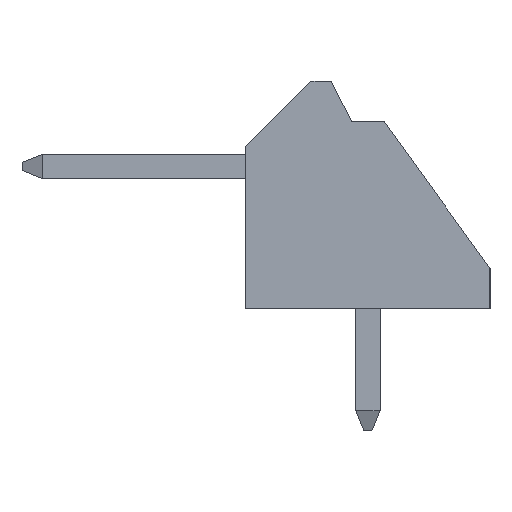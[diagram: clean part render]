
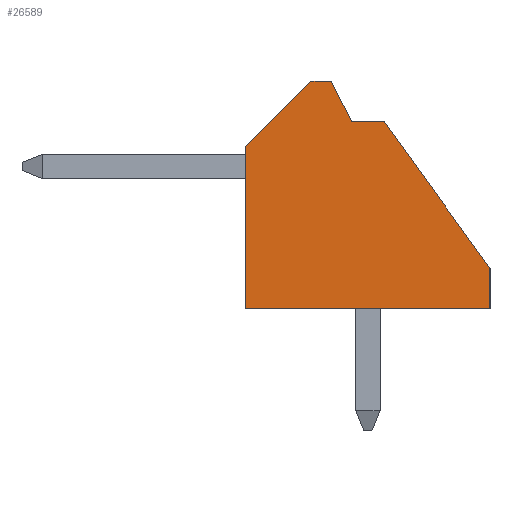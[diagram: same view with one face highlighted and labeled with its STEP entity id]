
A CAD part, left-side view. The second image highlights one B-rep face of the part: STEP entity #26589.
In plain terms, the highlighted planar face has unit normal (-1, 0, 0).
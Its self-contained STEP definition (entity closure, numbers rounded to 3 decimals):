
#26322 = VERTEX_POINT('',#26323);
#26323 = CARTESIAN_POINT('',(-1.25,0.4,4.6));
#26332 = PLANE('',#26333);
#26333 = AXIS2_PLACEMENT_3D('',#26334,#26335,#26336);
#26334 = CARTESIAN_POINT('',(-1.25,0.4,4.6));
#26335 = DIRECTION('',(0.,0.,-1.));
#26336 = DIRECTION('',(0.,-1.,0.));
#26344 = PLANE('',#26345);
#26345 = AXIS2_PLACEMENT_3D('',#26346,#26347,#26348);
#26346 = CARTESIAN_POINT('',(-1.25,0.4,4.6));
#26347 = DIRECTION('',(0.,-0.894,0.447));
#26348 = DIRECTION('',(0.,0.447,0.894));
#26385 = VERTEX_POINT('',#26386);
#26386 = CARTESIAN_POINT('',(-1.25,-0.4,4.6));
#26400 = PLANE('',#26401);
#26401 = AXIS2_PLACEMENT_3D('',#26402,#26403,#26404);
#26402 = CARTESIAN_POINT('',(-1.25,-0.4,4.6));
#26403 = DIRECTION('',(0.,0.811,-0.585));
#26404 = DIRECTION('',(0.,-0.585,-0.811));
#26412 = EDGE_CURVE('',#26322,#26385,#26413,.T.);
#26413 = SURFACE_CURVE('',#26414,(#26418,#26425),.PCURVE_S1.);
#26414 = LINE('',#26415,#26416);
#26415 = CARTESIAN_POINT('',(-1.25,0.4,4.6));
#26416 = VECTOR('',#26417,1.);
#26417 = DIRECTION('',(0.,-1.,0.));
#26418 = PCURVE('',#26332,#26419);
#26419 = DEFINITIONAL_REPRESENTATION('',(#26420),#26424);
#26420 = LINE('',#26421,#26422);
#26421 = CARTESIAN_POINT('',(0.,-0.));
#26422 = VECTOR('',#26423,1.);
#26423 = DIRECTION('',(1.,0.));
#26424 = ( GEOMETRIC_REPRESENTATION_CONTEXT(2) 
PARAMETRIC_REPRESENTATION_CONTEXT() REPRESENTATION_CONTEXT('2D SPACE',''
  ) );
#26425 = PCURVE('',#26426,#26431);
#26426 = PLANE('',#26427);
#26427 = AXIS2_PLACEMENT_3D('',#26428,#26429,#26430);
#26428 = CARTESIAN_POINT('',(-1.25,0.384,2.186));
#26429 = DIRECTION('',(1.,0.,0.));
#26430 = DIRECTION('',(0.,0.,1.));
#26431 = DEFINITIONAL_REPRESENTATION('',(#26432),#26436);
#26432 = LINE('',#26433,#26434);
#26433 = CARTESIAN_POINT('',(2.414,-0.016));
#26434 = VECTOR('',#26435,1.);
#26435 = DIRECTION('',(0.,1.));
#26436 = ( GEOMETRIC_REPRESENTATION_CONTEXT(2) 
PARAMETRIC_REPRESENTATION_CONTEXT() REPRESENTATION_CONTEXT('2D SPACE',''
  ) );
#26466 = VERTEX_POINT('',#26467);
#26467 = CARTESIAN_POINT('',(-1.25,0.9,5.6));
#26481 = PLANE('',#26482);
#26482 = AXIS2_PLACEMENT_3D('',#26483,#26484,#26485);
#26483 = CARTESIAN_POINT('',(-1.25,1.4,5.6));
#26484 = DIRECTION('',(0.,0.,-1.));
#26485 = DIRECTION('',(0.,-1.,0.));
#26493 = EDGE_CURVE('',#26322,#26466,#26494,.T.);
#26494 = SURFACE_CURVE('',#26495,(#26499,#26506),.PCURVE_S1.);
#26495 = LINE('',#26496,#26497);
#26496 = CARTESIAN_POINT('',(-1.25,0.4,4.6));
#26497 = VECTOR('',#26498,1.);
#26498 = DIRECTION('',(0.,0.447,0.894));
#26499 = PCURVE('',#26344,#26500);
#26500 = DEFINITIONAL_REPRESENTATION('',(#26501),#26505);
#26501 = LINE('',#26502,#26503);
#26502 = CARTESIAN_POINT('',(0.,0.));
#26503 = VECTOR('',#26504,1.);
#26504 = DIRECTION('',(1.,0.));
#26505 = ( GEOMETRIC_REPRESENTATION_CONTEXT(2) 
PARAMETRIC_REPRESENTATION_CONTEXT() REPRESENTATION_CONTEXT('2D SPACE',''
  ) );
#26506 = PCURVE('',#26426,#26507);
#26507 = DEFINITIONAL_REPRESENTATION('',(#26508),#26512);
#26508 = LINE('',#26509,#26510);
#26509 = CARTESIAN_POINT('',(2.414,-0.016));
#26510 = VECTOR('',#26511,1.);
#26511 = DIRECTION('',(0.894,-0.447));
#26512 = ( GEOMETRIC_REPRESENTATION_CONTEXT(2) 
PARAMETRIC_REPRESENTATION_CONTEXT() REPRESENTATION_CONTEXT('2D SPACE',''
  ) );
#26542 = VERTEX_POINT('',#26543);
#26543 = CARTESIAN_POINT('',(-1.25,-3.,1.));
#26557 = PLANE('',#26558);
#26558 = AXIS2_PLACEMENT_3D('',#26559,#26560,#26561);
#26559 = CARTESIAN_POINT('',(-1.25,-3.,1.));
#26560 = DIRECTION('',(0.,1.,0.));
#26561 = DIRECTION('',(0.,0.,-1.));
#26569 = EDGE_CURVE('',#26385,#26542,#26570,.T.);
#26570 = SURFACE_CURVE('',#26571,(#26575,#26582),.PCURVE_S1.);
#26571 = LINE('',#26572,#26573);
#26572 = CARTESIAN_POINT('',(-1.25,-0.4,4.6));
#26573 = VECTOR('',#26574,1.);
#26574 = DIRECTION('',(0.,-0.585,-0.811));
#26575 = PCURVE('',#26400,#26576);
#26576 = DEFINITIONAL_REPRESENTATION('',(#26577),#26581);
#26577 = LINE('',#26578,#26579);
#26578 = CARTESIAN_POINT('',(0.,0.));
#26579 = VECTOR('',#26580,1.);
#26580 = DIRECTION('',(1.,0.));
#26581 = ( GEOMETRIC_REPRESENTATION_CONTEXT(2) 
PARAMETRIC_REPRESENTATION_CONTEXT() REPRESENTATION_CONTEXT('2D SPACE',''
  ) );
#26582 = PCURVE('',#26426,#26583);
#26583 = DEFINITIONAL_REPRESENTATION('',(#26584),#26588);
#26584 = LINE('',#26585,#26586);
#26585 = CARTESIAN_POINT('',(2.414,0.784));
#26586 = VECTOR('',#26587,1.);
#26587 = DIRECTION('',(-0.811,0.585));
#26588 = ( GEOMETRIC_REPRESENTATION_CONTEXT(2) 
PARAMETRIC_REPRESENTATION_CONTEXT() REPRESENTATION_CONTEXT('2D SPACE',''
  ) );
#26589 = ADVANCED_FACE('',(#26590),#26426,.F.);
#26590 = FACE_BOUND('',#26591,.F.);
#26591 = EDGE_LOOP('',(#26592,#26593,#26594,#26617,#26645,#26673,#26701,
    #26722));
#26592 = ORIENTED_EDGE('',*,*,#26412,.T.);
#26593 = ORIENTED_EDGE('',*,*,#26569,.T.);
#26594 = ORIENTED_EDGE('',*,*,#26595,.T.);
#26595 = EDGE_CURVE('',#26542,#26596,#26598,.T.);
#26596 = VERTEX_POINT('',#26597);
#26597 = CARTESIAN_POINT('',(-1.25,-3.,0.));
#26598 = SURFACE_CURVE('',#26599,(#26603,#26610),.PCURVE_S1.);
#26599 = LINE('',#26600,#26601);
#26600 = CARTESIAN_POINT('',(-1.25,-3.,1.));
#26601 = VECTOR('',#26602,1.);
#26602 = DIRECTION('',(0.,0.,-1.));
#26603 = PCURVE('',#26426,#26604);
#26604 = DEFINITIONAL_REPRESENTATION('',(#26605),#26609);
#26605 = LINE('',#26606,#26607);
#26606 = CARTESIAN_POINT('',(-1.186,3.384));
#26607 = VECTOR('',#26608,1.);
#26608 = DIRECTION('',(-1.,0.));
#26609 = ( GEOMETRIC_REPRESENTATION_CONTEXT(2) 
PARAMETRIC_REPRESENTATION_CONTEXT() REPRESENTATION_CONTEXT('2D SPACE',''
  ) );
#26610 = PCURVE('',#26557,#26611);
#26611 = DEFINITIONAL_REPRESENTATION('',(#26612),#26616);
#26612 = LINE('',#26613,#26614);
#26613 = CARTESIAN_POINT('',(0.,0.));
#26614 = VECTOR('',#26615,1.);
#26615 = DIRECTION('',(1.,0.));
#26616 = ( GEOMETRIC_REPRESENTATION_CONTEXT(2) 
PARAMETRIC_REPRESENTATION_CONTEXT() REPRESENTATION_CONTEXT('2D SPACE',''
  ) );
#26617 = ORIENTED_EDGE('',*,*,#26618,.T.);
#26618 = EDGE_CURVE('',#26596,#26619,#26621,.T.);
#26619 = VERTEX_POINT('',#26620);
#26620 = CARTESIAN_POINT('',(-1.25,3.,0.));
#26621 = SURFACE_CURVE('',#26622,(#26626,#26633),.PCURVE_S1.);
#26622 = LINE('',#26623,#26624);
#26623 = CARTESIAN_POINT('',(-1.25,-3.,0.));
#26624 = VECTOR('',#26625,1.);
#26625 = DIRECTION('',(0.,1.,0.));
#26626 = PCURVE('',#26426,#26627);
#26627 = DEFINITIONAL_REPRESENTATION('',(#26628),#26632);
#26628 = LINE('',#26629,#26630);
#26629 = CARTESIAN_POINT('',(-2.186,3.384));
#26630 = VECTOR('',#26631,1.);
#26631 = DIRECTION('',(0.,-1.));
#26632 = ( GEOMETRIC_REPRESENTATION_CONTEXT(2) 
PARAMETRIC_REPRESENTATION_CONTEXT() REPRESENTATION_CONTEXT('2D SPACE',''
  ) );
#26633 = PCURVE('',#26634,#26639);
#26634 = PLANE('',#26635);
#26635 = AXIS2_PLACEMENT_3D('',#26636,#26637,#26638);
#26636 = CARTESIAN_POINT('',(-1.25,-3.,0.));
#26637 = DIRECTION('',(0.,0.,1.));
#26638 = DIRECTION('',(0.,1.,0.));
#26639 = DEFINITIONAL_REPRESENTATION('',(#26640),#26644);
#26640 = LINE('',#26641,#26642);
#26641 = CARTESIAN_POINT('',(0.,0.));
#26642 = VECTOR('',#26643,1.);
#26643 = DIRECTION('',(1.,0.));
#26644 = ( GEOMETRIC_REPRESENTATION_CONTEXT(2) 
PARAMETRIC_REPRESENTATION_CONTEXT() REPRESENTATION_CONTEXT('2D SPACE',''
  ) );
#26645 = ORIENTED_EDGE('',*,*,#26646,.T.);
#26646 = EDGE_CURVE('',#26619,#26647,#26649,.T.);
#26647 = VERTEX_POINT('',#26648);
#26648 = CARTESIAN_POINT('',(-1.25,3.,4.));
#26649 = SURFACE_CURVE('',#26650,(#26654,#26661),.PCURVE_S1.);
#26650 = LINE('',#26651,#26652);
#26651 = CARTESIAN_POINT('',(-1.25,3.,0.));
#26652 = VECTOR('',#26653,1.);
#26653 = DIRECTION('',(0.,0.,1.));
#26654 = PCURVE('',#26426,#26655);
#26655 = DEFINITIONAL_REPRESENTATION('',(#26656),#26660);
#26656 = LINE('',#26657,#26658);
#26657 = CARTESIAN_POINT('',(-2.186,-2.616));
#26658 = VECTOR('',#26659,1.);
#26659 = DIRECTION('',(1.,0.));
#26660 = ( GEOMETRIC_REPRESENTATION_CONTEXT(2) 
PARAMETRIC_REPRESENTATION_CONTEXT() REPRESENTATION_CONTEXT('2D SPACE',''
  ) );
#26661 = PCURVE('',#26662,#26667);
#26662 = PLANE('',#26663);
#26663 = AXIS2_PLACEMENT_3D('',#26664,#26665,#26666);
#26664 = CARTESIAN_POINT('',(-1.25,3.,0.));
#26665 = DIRECTION('',(0.,-1.,0.));
#26666 = DIRECTION('',(0.,0.,1.));
#26667 = DEFINITIONAL_REPRESENTATION('',(#26668),#26672);
#26668 = LINE('',#26669,#26670);
#26669 = CARTESIAN_POINT('',(0.,0.));
#26670 = VECTOR('',#26671,1.);
#26671 = DIRECTION('',(1.,0.));
#26672 = ( GEOMETRIC_REPRESENTATION_CONTEXT(2) 
PARAMETRIC_REPRESENTATION_CONTEXT() REPRESENTATION_CONTEXT('2D SPACE',''
  ) );
#26673 = ORIENTED_EDGE('',*,*,#26674,.F.);
#26674 = EDGE_CURVE('',#26675,#26647,#26677,.T.);
#26675 = VERTEX_POINT('',#26676);
#26676 = CARTESIAN_POINT('',(-1.25,1.4,5.6));
#26677 = SURFACE_CURVE('',#26678,(#26682,#26689),.PCURVE_S1.);
#26678 = LINE('',#26679,#26680);
#26679 = CARTESIAN_POINT('',(-1.25,1.4,5.6));
#26680 = VECTOR('',#26681,1.);
#26681 = DIRECTION('',(0.,0.707,-0.707));
#26682 = PCURVE('',#26426,#26683);
#26683 = DEFINITIONAL_REPRESENTATION('',(#26684),#26688);
#26684 = LINE('',#26685,#26686);
#26685 = CARTESIAN_POINT('',(3.414,-1.016));
#26686 = VECTOR('',#26687,1.);
#26687 = DIRECTION('',(-0.707,-0.707));
#26688 = ( GEOMETRIC_REPRESENTATION_CONTEXT(2) 
PARAMETRIC_REPRESENTATION_CONTEXT() REPRESENTATION_CONTEXT('2D SPACE',''
  ) );
#26689 = PCURVE('',#26690,#26695);
#26690 = PLANE('',#26691);
#26691 = AXIS2_PLACEMENT_3D('',#26692,#26693,#26694);
#26692 = CARTESIAN_POINT('',(-1.25,1.4,5.6));
#26693 = DIRECTION('',(0.,0.707,0.707));
#26694 = DIRECTION('',(0.,0.707,-0.707));
#26695 = DEFINITIONAL_REPRESENTATION('',(#26696),#26700);
#26696 = LINE('',#26697,#26698);
#26697 = CARTESIAN_POINT('',(0.,0.));
#26698 = VECTOR('',#26699,1.);
#26699 = DIRECTION('',(1.,0.));
#26700 = ( GEOMETRIC_REPRESENTATION_CONTEXT(2) 
PARAMETRIC_REPRESENTATION_CONTEXT() REPRESENTATION_CONTEXT('2D SPACE',''
  ) );
#26701 = ORIENTED_EDGE('',*,*,#26702,.T.);
#26702 = EDGE_CURVE('',#26675,#26466,#26703,.T.);
#26703 = SURFACE_CURVE('',#26704,(#26708,#26715),.PCURVE_S1.);
#26704 = LINE('',#26705,#26706);
#26705 = CARTESIAN_POINT('',(-1.25,1.4,5.6));
#26706 = VECTOR('',#26707,1.);
#26707 = DIRECTION('',(0.,-1.,0.));
#26708 = PCURVE('',#26426,#26709);
#26709 = DEFINITIONAL_REPRESENTATION('',(#26710),#26714);
#26710 = LINE('',#26711,#26712);
#26711 = CARTESIAN_POINT('',(3.414,-1.016));
#26712 = VECTOR('',#26713,1.);
#26713 = DIRECTION('',(0.,1.));
#26714 = ( GEOMETRIC_REPRESENTATION_CONTEXT(2) 
PARAMETRIC_REPRESENTATION_CONTEXT() REPRESENTATION_CONTEXT('2D SPACE',''
  ) );
#26715 = PCURVE('',#26481,#26716);
#26716 = DEFINITIONAL_REPRESENTATION('',(#26717),#26721);
#26717 = LINE('',#26718,#26719);
#26718 = CARTESIAN_POINT('',(0.,-0.));
#26719 = VECTOR('',#26720,1.);
#26720 = DIRECTION('',(1.,0.));
#26721 = ( GEOMETRIC_REPRESENTATION_CONTEXT(2) 
PARAMETRIC_REPRESENTATION_CONTEXT() REPRESENTATION_CONTEXT('2D SPACE',''
  ) );
#26722 = ORIENTED_EDGE('',*,*,#26493,.F.);
